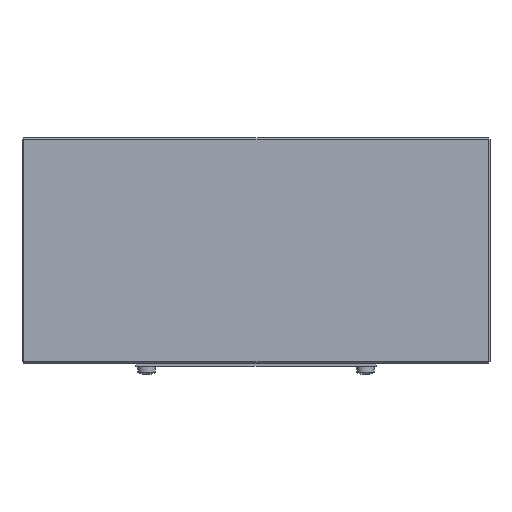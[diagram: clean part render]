
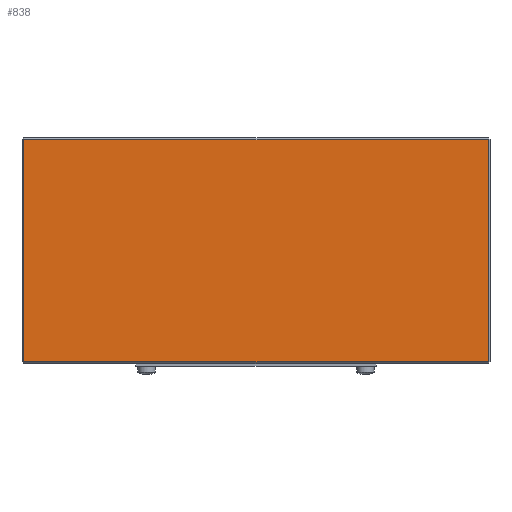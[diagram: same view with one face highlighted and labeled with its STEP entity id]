
A CAD part, front view. The second image highlights one B-rep face of the part: STEP entity #838.
In plain terms, the highlighted planar face has unit normal (0, -1, 0).
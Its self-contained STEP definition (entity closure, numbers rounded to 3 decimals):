
#48 = VECTOR ( 'NONE', #5848, 1000. ) ;
#116 = EDGE_CURVE ( 'NONE', #1926, #2083, #8639, .T. ) ;
#838 = ADVANCED_FACE ( 'NONE', ( #5082 ), #6557, .F. ) ;
#1694 = CARTESIAN_POINT ( 'NONE',  ( -63.75, -24.8, 30.5 ) ) ;
#1708 = VECTOR ( 'NONE', #7667, 1000. ) ;
#1926 = VERTEX_POINT ( 'NONE', #9066 ) ;
#2062 = EDGE_CURVE ( 'NONE', #10050, #8840, #4186, .T. ) ;
#2083 = VERTEX_POINT ( 'NONE', #7614 ) ;
#2270 = ORIENTED_EDGE ( 'NONE', *, *, #116, .T. ) ;
#2348 = CARTESIAN_POINT ( 'NONE',  ( 64.25, -24.8, 31. ) ) ;
#2981 = ORIENTED_EDGE ( 'NONE', *, *, #2062, .T. ) ;
#3432 = AXIS2_PLACEMENT_3D ( 'NONE', #2348, #9992, #9882 ) ;
#4186 = LINE ( 'NONE', #6953, #1708 ) ;
#4295 = CARTESIAN_POINT ( 'NONE',  ( 63.75, -24.8, 31. ) ) ;
#4443 = EDGE_CURVE ( 'NONE', #8840, #1926, #9942, .T. ) ;
#4752 = CARTESIAN_POINT ( 'NONE',  ( 64.25, -24.8, -30.5 ) ) ;
#5023 = VECTOR ( 'NONE', #9347, 1000. ) ;
#5082 = FACE_OUTER_BOUND ( 'NONE', #9361, .T. ) ;
#5733 = LINE ( 'NONE', #10907, #5023 ) ;
#5848 = DIRECTION ( 'NONE',  ( 0., 0., 1. ) ) ;
#6557 = PLANE ( 'NONE',  #3432 ) ;
#6953 = CARTESIAN_POINT ( 'NONE',  ( -63.75, -24.8, 31. ) ) ;
#7614 = CARTESIAN_POINT ( 'NONE',  ( 63.75, -24.8, 30.5 ) ) ;
#7667 = DIRECTION ( 'NONE',  ( 0., 0., -1. ) ) ;
#7796 = EDGE_CURVE ( 'NONE', #2083, #10050, #5733, .T. ) ;
#7856 = ORIENTED_EDGE ( 'NONE', *, *, #7796, .T. ) ;
#8636 = CARTESIAN_POINT ( 'NONE',  ( -63.75, -24.8, -30.5 ) ) ;
#8639 = LINE ( 'NONE', #4295, #48 ) ;
#8840 = VERTEX_POINT ( 'NONE', #8636 ) ;
#8861 = DIRECTION ( 'NONE',  ( 1., 0., 0. ) ) ;
#9066 = CARTESIAN_POINT ( 'NONE',  ( 63.75, -24.8, -30.5 ) ) ;
#9347 = DIRECTION ( 'NONE',  ( -1., 0., 0. ) ) ;
#9361 = EDGE_LOOP ( 'NONE', ( #9952, #2270, #7856, #2981 ) ) ;
#9882 = DIRECTION ( 'NONE',  ( 0., 0., 1. ) ) ;
#9942 = LINE ( 'NONE', #4752, #10408 ) ;
#9952 = ORIENTED_EDGE ( 'NONE', *, *, #4443, .T. ) ;
#9992 = DIRECTION ( 'NONE',  ( 0., 1., 0. ) ) ;
#10050 = VERTEX_POINT ( 'NONE', #1694 ) ;
#10408 = VECTOR ( 'NONE', #8861, 1000. ) ;
#10907 = CARTESIAN_POINT ( 'NONE',  ( 64.25, -24.8, 30.5 ) ) ;
